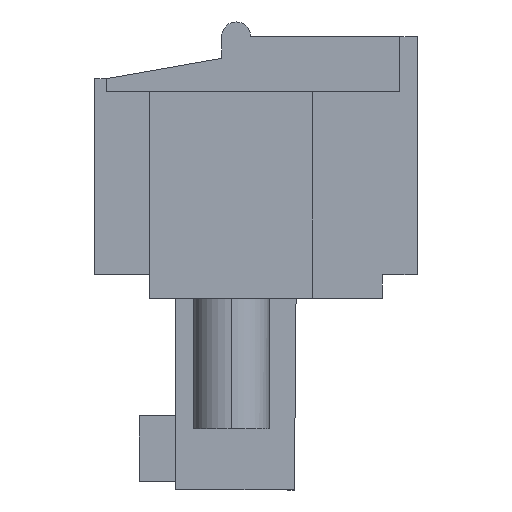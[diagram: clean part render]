
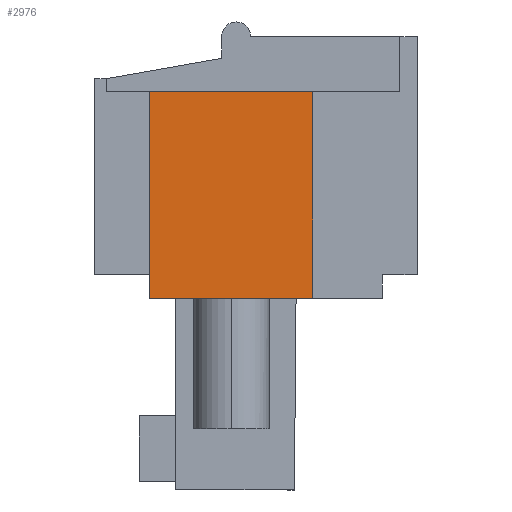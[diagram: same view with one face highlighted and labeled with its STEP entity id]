
A CAD part, left-side view. The second image highlights one B-rep face of the part: STEP entity #2976.
In plain terms, the highlighted planar face has unit normal (-1, 0, 0).
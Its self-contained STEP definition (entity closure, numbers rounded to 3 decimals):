
#2963=AXIS2_PLACEMENT_3D('Plane Axis2P3D',#2960,#2961,#2962) ;
#659=CARTESIAN_POINT('Vertex',(0.,3.6,6.6)) ;
#662=CARTESIAN_POINT('Line Origine',(0.,6.4,6.6)) ;
#666=CARTESIAN_POINT('Vertex',(0.,9.2,6.6)) ;
#1876=CARTESIAN_POINT('Line Origine',(0.,3.6,10.15)) ;
#1880=CARTESIAN_POINT('Vertex',(0.,3.6,13.7)) ;
#2298=CARTESIAN_POINT('Vertex',(0.,9.2,13.7)) ;
#2301=CARTESIAN_POINT('Line Origine',(0.,6.4,13.7)) ;
#2960=CARTESIAN_POINT('Axis2P3D Location',(0.,8.7,13.7)) ;
#2965=CARTESIAN_POINT('Line Origine',(0.,9.2,10.15)) ;
#663=DIRECTION('Vector Direction',(0.,-1.,0.)) ;
#1877=DIRECTION('Vector Direction',(0.,0.,-1.)) ;
#2302=DIRECTION('Vector Direction',(0.,-1.,0.)) ;
#2961=DIRECTION('Axis2P3D Direction',(1.,0.,0.)) ;
#2962=DIRECTION('Axis2P3D XDirection',(0.,-1.,0.)) ;
#2966=DIRECTION('Vector Direction',(0.,0.,-1.)) ;
#664=VECTOR('Line Direction',#663,1.) ;
#1878=VECTOR('Line Direction',#1877,1.) ;
#2303=VECTOR('Line Direction',#2302,1.) ;
#2967=VECTOR('Line Direction',#2966,1.) ;
#2971=ORIENTED_EDGE('',*,*,#2969,.T.) ;
#2972=ORIENTED_EDGE('',*,*,#668,.T.) ;
#2973=ORIENTED_EDGE('',*,*,#1882,.F.) ;
#2974=ORIENTED_EDGE('',*,*,#2305,.F.) ;
#2976=ADVANCED_FACE('HOUSING',(#2975),#2964,.F.) ;
#668=EDGE_CURVE('',#667,#660,#665,.T.) ;
#1882=EDGE_CURVE('',#1881,#660,#1879,.T.) ;
#2305=EDGE_CURVE('',#2299,#1881,#2304,.T.) ;
#2969=EDGE_CURVE('',#2299,#667,#2968,.T.) ;
#2970=EDGE_LOOP('',(#2971,#2972,#2973,#2974)) ;
#2975=FACE_OUTER_BOUND('',#2970,.T.) ;
#665=LINE('Line',#662,#664) ;
#1879=LINE('Line',#1876,#1878) ;
#2304=LINE('Line',#2301,#2303) ;
#2968=LINE('Line',#2965,#2967) ;
#2964=PLANE('',#2963) ;
#660=VERTEX_POINT('',#659) ;
#667=VERTEX_POINT('',#666) ;
#1881=VERTEX_POINT('',#1880) ;
#2299=VERTEX_POINT('',#2298) ;
